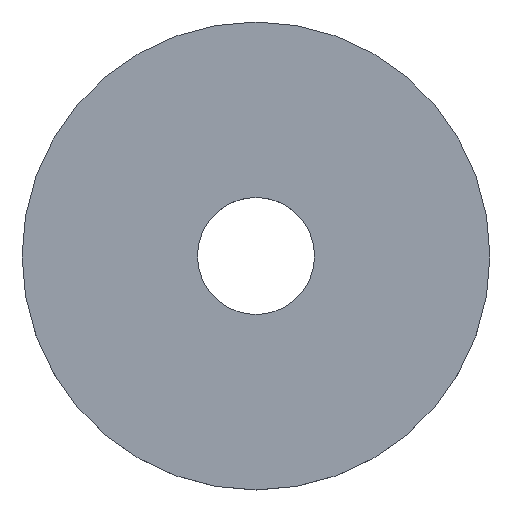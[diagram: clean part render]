
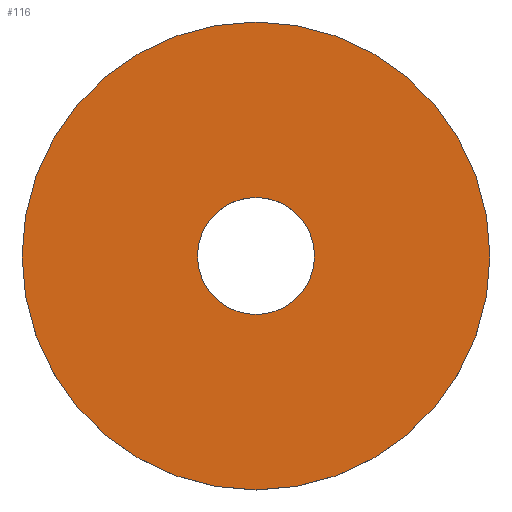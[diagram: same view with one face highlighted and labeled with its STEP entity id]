
A CAD part, top view. The second image highlights one B-rep face of the part: STEP entity #116.
In plain terms, the highlighted planar face has unit normal (0, 0, 1).
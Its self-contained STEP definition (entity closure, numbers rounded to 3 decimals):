
#3 = EDGE_CURVE ( 'NONE', #137, #137, #13, .T. ) ;
#6 = DIRECTION ( 'NONE',  ( 0., 1., 0. ) ) ;
#7 = PLANE ( 'NONE',  #130 ) ;
#8 = FACE_BOUND ( 'NONE', #108, .T. ) ;
#13 = CIRCLE ( 'NONE', #119, 2.5 ) ;
#28 = DIRECTION ( 'NONE',  ( 0., -1., 0. ) ) ;
#40 = DIRECTION ( 'NONE',  ( 0., 0., -1. ) ) ;
#56 = CARTESIAN_POINT ( 'NONE',  ( 0., 2.5, 1.4 ) ) ;
#60 = CARTESIAN_POINT ( 'NONE',  ( 0., 0., 1.4 ) ) ;
#71 = DIRECTION ( 'NONE',  ( 0., 1., 0. ) ) ;
#73 = CARTESIAN_POINT ( 'NONE',  ( 0., 2.5, 1.4 ) ) ;
#93 = AXIS2_PLACEMENT_3D ( 'NONE', #60, #123, #6 ) ;
#99 = CARTESIAN_POINT ( 'NONE',  ( 0., 0., 1.4 ) ) ;
#108 = EDGE_LOOP ( 'NONE', ( #162 ) ) ;
#109 = CARTESIAN_POINT ( 'NONE',  ( 0., 10., 1.4 ) ) ;
#110 = ORIENTED_EDGE ( 'NONE', *, *, #150, .F. ) ;
#116 = ADVANCED_FACE ( 'NONE', ( #8, #134 ), #7, .T. ) ;
#119 = AXIS2_PLACEMENT_3D ( 'NONE', #99, #40, #71 ) ;
#123 = DIRECTION ( 'NONE',  ( 0., 0., -1. ) ) ;
#130 = AXIS2_PLACEMENT_3D ( 'NONE', #73, #135, #28 ) ;
#134 = FACE_OUTER_BOUND ( 'NONE', #156, .T. ) ;
#135 = DIRECTION ( 'NONE',  ( 0., 0., 1. ) ) ;
#137 = VERTEX_POINT ( 'NONE', #56 ) ;
#150 = EDGE_CURVE ( 'NONE', #158, #158, #167, .T. ) ;
#156 = EDGE_LOOP ( 'NONE', ( #110 ) ) ;
#158 = VERTEX_POINT ( 'NONE', #109 ) ;
#162 = ORIENTED_EDGE ( 'NONE', *, *, #3, .T. ) ;
#167 = CIRCLE ( 'NONE', #93, 10. ) ;
